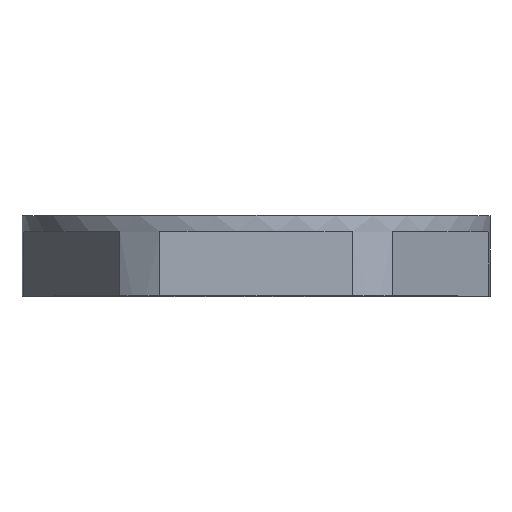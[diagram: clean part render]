
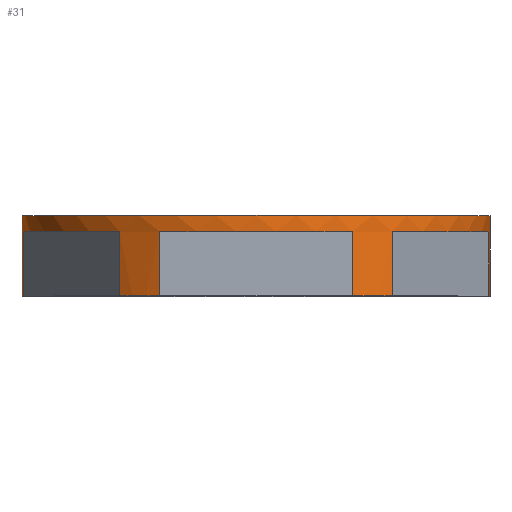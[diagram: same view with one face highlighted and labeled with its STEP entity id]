
A CAD part, top view. The second image highlights one B-rep face of the part: STEP entity #31.
In plain terms, the highlighted cylindrical face has radius 17.5 mm (diameter 35 mm), a partial arc.
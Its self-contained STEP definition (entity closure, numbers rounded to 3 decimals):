
#31 = ADVANCED_FACE ( 'NONE', ( #1559 ), #1578, .T. ) ;
#41 = EDGE_CURVE ( 'NONE', #1008, #990, #575, .T. ) ;
#49 = EDGE_CURVE ( 'NONE', #1011, #1037, #770, .T. ) ;
#52 = EDGE_CURVE ( 'NONE', #1026, #995, #801, .T. ) ;
#56 = EDGE_CURVE ( 'NONE', #1004, #1012, #1729, .T. ) ;
#57 = EDGE_CURVE ( 'NONE', #1012, #1080, #828, .T. ) ;
#58 = EDGE_CURVE ( 'NONE', #1003, #1008, #1765, .T. ) ;
#61 = EDGE_CURVE ( 'NONE', #1027, #1021, #840, .T. ) ;
#63 = EDGE_CURVE ( 'NONE', #1026, #1027, #1762, .T. ) ;
#75 = EDGE_CURVE ( 'NONE', #1011, #1060, #1749, .T. ) ;
#77 = EDGE_CURVE ( 'NONE', #987, #992, #152, .T. ) ;
#80 = EDGE_CURVE ( 'NONE', #995, #1080, #1720, .T. ) ;
#83 = EDGE_CURVE ( 'NONE', #987, #991, #1731, .T. ) ;
#88 = EDGE_CURVE ( 'NONE', #1037, #1021, #1730, .T. ) ;
#91 = EDGE_CURVE ( 'NONE', #1060, #991, #230, .T. ) ;
#94 = EDGE_CURVE ( 'NONE', #1004, #1003, #200, .T. ) ;
#95 = EDGE_CURVE ( 'NONE', #990, #992, #1783, .T. ) ;
#152 = LINE ( 'NONE', #180, #1737 ) ;
#166 = CARTESIAN_POINT ( 'NONE',  ( 0., -16., 0. ) ) ;
#172 = DIRECTION ( 'NONE',  ( 0., -1., 0. ) ) ;
#173 = DIRECTION ( 'NONE',  ( 1., 0., 0. ) ) ;
#180 = CARTESIAN_POINT ( 'NONE',  ( 17.5, 0., 0. ) ) ;
#182 = DIRECTION ( 'NONE',  ( 0., -1., 0. ) ) ;
#183 = DIRECTION ( 'NONE',  ( 0., 1., 0. ) ) ;
#185 = DIRECTION ( 'NONE',  ( 1., 0., 0. ) ) ;
#186 = CARTESIAN_POINT ( 'NONE',  ( 0., -16., 0. ) ) ;
#199 = DIRECTION ( 'NONE',  ( 0., -1., 0. ) ) ;
#200 = LINE ( 'NONE', #207, #1806 ) ;
#202 = DIRECTION ( 'NONE',  ( 0., -1., 0. ) ) ;
#207 = CARTESIAN_POINT ( 'NONE',  ( -17.413, 36.156, 1.739 ) ) ;
#216 = DIRECTION ( 'NONE',  ( 0., -1., 0. ) ) ;
#226 = CARTESIAN_POINT ( 'NONE',  ( 0., -16., 0. ) ) ;
#230 = LINE ( 'NONE', #237, #1744 ) ;
#236 = DIRECTION ( 'NONE',  ( 1., 0., 0. ) ) ;
#237 = CARTESIAN_POINT ( 'NONE',  ( 17.413, 36.156, 1.739 ) ) ;
#247 = DIRECTION ( 'NONE',  ( -1., 0., 0. ) ) ;
#254 = CARTESIAN_POINT ( 'NONE',  ( 0., -10., 0. ) ) ;
#283 = DIRECTION ( 'NONE',  ( 0., 1., 0. ) ) ;
#400 = CARTESIAN_POINT ( 'NONE',  ( 17.5, -16., 0. ) ) ;
#426 = CARTESIAN_POINT ( 'NONE',  ( 17.5, -10., 0. ) ) ;
#434 = CARTESIAN_POINT ( 'NONE',  ( -17.5, -10., 0. ) ) ;
#435 = CARTESIAN_POINT ( 'NONE',  ( 17.413, -16., 1.739 ) ) ;
#439 = CARTESIAN_POINT ( 'NONE',  ( -7.201, -16., 15.95 ) ) ;
#450 = CARTESIAN_POINT ( 'NONE',  ( -7.201, -11.2, 15.95 ) ) ;
#453 = CARTESIAN_POINT ( 'NONE',  ( 10.213, -16., 14.211 ) ) ;
#465 = CARTESIAN_POINT ( 'NONE',  ( -17.413, -16., 1.739 ) ) ;
#468 = CARTESIAN_POINT ( 'NONE',  ( -10.213, -11.2, 14.211 ) ) ;
#474 = CARTESIAN_POINT ( 'NONE',  ( 10.213, -11.2, 14.211 ) ) ;
#475 = CARTESIAN_POINT ( 'NONE',  ( -17.5, -16., 0. ) ) ;
#483 = CARTESIAN_POINT ( 'NONE',  ( 17.413, -11.2, 1.739 ) ) ;
#485 = CARTESIAN_POINT ( 'NONE',  ( -17.413, -11.2, 1.739 ) ) ;
#486 = CARTESIAN_POINT ( 'NONE',  ( 7.201, -16., 15.95 ) ) ;
#489 = CARTESIAN_POINT ( 'NONE',  ( 7.201, -11.2, 15.95 ) ) ;
#497 = CARTESIAN_POINT ( 'NONE',  ( -10.213, -16., 14.211 ) ) ;
#575 = LINE ( 'NONE', #728, #1753 ) ;
#728 = CARTESIAN_POINT ( 'NONE',  ( -17.5, 0., 0. ) ) ;
#733 = DIRECTION ( 'NONE',  ( 0., 1., 0. ) ) ;
#770 = LINE ( 'NONE', #781, #1725 ) ;
#777 = CARTESIAN_POINT ( 'NONE',  ( -7.201, 36.156, 15.95 ) ) ;
#781 = CARTESIAN_POINT ( 'NONE',  ( 10.213, 36.156, 14.211 ) ) ;
#787 = DIRECTION ( 'NONE',  ( 0., -1., 0. ) ) ;
#801 = LINE ( 'NONE', #777, #1724 ) ;
#816 = DIRECTION ( 'NONE',  ( 0., -1., 0. ) ) ;
#820 = CARTESIAN_POINT ( 'NONE',  ( 0., -11.2, 0. ) ) ;
#822 = DIRECTION ( 'NONE',  ( 0., 1., 0. ) ) ;
#828 = LINE ( 'NONE', #832, #1760 ) ;
#832 = CARTESIAN_POINT ( 'NONE',  ( -10.213, 36.156, 14.211 ) ) ;
#840 = LINE ( 'NONE', #855, #1747 ) ;
#846 = CARTESIAN_POINT ( 'NONE',  ( 0., -11.2, 0. ) ) ;
#850 = DIRECTION ( 'NONE',  ( 0., -1., 0. ) ) ;
#853 = DIRECTION ( 'NONE',  ( -1., 0., 0. ) ) ;
#855 = CARTESIAN_POINT ( 'NONE',  ( 7.201, 36.156, 15.95 ) ) ;
#856 = DIRECTION ( 'NONE',  ( 0., 1., 0. ) ) ;
#860 = DIRECTION ( 'NONE',  ( 0., -1., 0. ) ) ;
#861 = DIRECTION ( 'NONE',  ( -1., 0., 0. ) ) ;
#862 = CARTESIAN_POINT ( 'NONE',  ( 0., -16., 0. ) ) ;
#867 = DIRECTION ( 'NONE',  ( 0., -1., 0. ) ) ;
#868 = DIRECTION ( 'NONE',  ( 1., 0., 0. ) ) ;
#987 = VERTEX_POINT ( 'NONE', #400 ) ;
#990 = VERTEX_POINT ( 'NONE', #434 ) ;
#991 = VERTEX_POINT ( 'NONE', #435 ) ;
#992 = VERTEX_POINT ( 'NONE', #426 ) ;
#995 = VERTEX_POINT ( 'NONE', #439 ) ;
#1003 = VERTEX_POINT ( 'NONE', #465 ) ;
#1004 = VERTEX_POINT ( 'NONE', #485 ) ;
#1008 = VERTEX_POINT ( 'NONE', #475 ) ;
#1011 = VERTEX_POINT ( 'NONE', #474 ) ;
#1012 = VERTEX_POINT ( 'NONE', #468 ) ;
#1021 = VERTEX_POINT ( 'NONE', #486 ) ;
#1026 = VERTEX_POINT ( 'NONE', #450 ) ;
#1027 = VERTEX_POINT ( 'NONE', #489 ) ;
#1036 = ORIENTED_EDGE ( 'NONE', *, *, #58, .F. ) ;
#1037 = VERTEX_POINT ( 'NONE', #453 ) ;
#1040 = ORIENTED_EDGE ( 'NONE', *, *, #49, .F. ) ;
#1041 = ORIENTED_EDGE ( 'NONE', *, *, #95, .F. ) ;
#1042 = ORIENTED_EDGE ( 'NONE', *, *, #52, .F. ) ;
#1049 = ORIENTED_EDGE ( 'NONE', *, *, #88, .F. ) ;
#1052 = ORIENTED_EDGE ( 'NONE', *, *, #57, .T. ) ;
#1060 = VERTEX_POINT ( 'NONE', #483 ) ;
#1063 = ORIENTED_EDGE ( 'NONE', *, *, #61, .T. ) ;
#1066 = ORIENTED_EDGE ( 'NONE', *, *, #94, .F. ) ;
#1069 = ORIENTED_EDGE ( 'NONE', *, *, #83, .F. ) ;
#1070 = ORIENTED_EDGE ( 'NONE', *, *, #80, .F. ) ;
#1071 = ORIENTED_EDGE ( 'NONE', *, *, #91, .T. ) ;
#1079 = ORIENTED_EDGE ( 'NONE', *, *, #75, .T. ) ;
#1080 = VERTEX_POINT ( 'NONE', #497 ) ;
#1084 = ORIENTED_EDGE ( 'NONE', *, *, #63, .T. ) ;
#1098 = ORIENTED_EDGE ( 'NONE', *, *, #56, .T. ) ;
#1129 = ORIENTED_EDGE ( 'NONE', *, *, #41, .F. ) ;
#1137 = ORIENTED_EDGE ( 'NONE', *, *, #77, .T. ) ;
#1246 = EDGE_LOOP ( 'NONE', ( #1069, #1137, #1041, #1129, #1036, #1066, #1098, #1052, #1070, #1042, #1084, #1063, #1049, #1040, #1079, #1071 ) ) ;
#1426 = CARTESIAN_POINT ( 'NONE',  ( 0., -11.2, 0. ) ) ;
#1528 = DIRECTION ( 'NONE',  ( 0., 1., 0. ) ) ;
#1559 = FACE_OUTER_BOUND ( 'NONE', #1246, .T. ) ;
#1566 = DIRECTION ( 'NONE',  ( -1., 0., 0. ) ) ;
#1567 = DIRECTION ( 'NONE',  ( 0., 1., 0. ) ) ;
#1570 = DIRECTION ( 'NONE',  ( -1., 0., 0. ) ) ;
#1572 = CARTESIAN_POINT ( 'NONE',  ( 0., 0., 0. ) ) ;
#1578 = CYLINDRICAL_SURFACE ( 'NONE', #1692, 17.5 ) ;
#1692 = AXIS2_PLACEMENT_3D ( 'NONE', #1572, #1567, #1570 ) ;
#1720 = CIRCLE ( 'NONE', #1727, 17.5 ) ;
#1724 = VECTOR ( 'NONE', #816, 1000. ) ;
#1725 = VECTOR ( 'NONE', #787, 1000. ) ;
#1727 = AXIS2_PLACEMENT_3D ( 'NONE', #166, #172, #185 ) ;
#1729 = CIRCLE ( 'NONE', #1746, 17.5 ) ;
#1730 = CIRCLE ( 'NONE', #1742, 17.5 ) ;
#1731 = CIRCLE ( 'NONE', #1756, 17.5 ) ;
#1736 = AXIS2_PLACEMENT_3D ( 'NONE', #1426, #1528, #1566 ) ;
#1737 = VECTOR ( 'NONE', #183, 1000. ) ;
#1738 = AXIS2_PLACEMENT_3D ( 'NONE', #820, #856, #853 ) ;
#1742 = AXIS2_PLACEMENT_3D ( 'NONE', #226, #199, #236 ) ;
#1744 = VECTOR ( 'NONE', #202, 1000. ) ;
#1746 = AXIS2_PLACEMENT_3D ( 'NONE', #846, #822, #861 ) ;
#1747 = VECTOR ( 'NONE', #850, 1000. ) ;
#1749 = CIRCLE ( 'NONE', #1736, 17.5 ) ;
#1750 = AXIS2_PLACEMENT_3D ( 'NONE', #862, #860, #868 ) ;
#1753 = VECTOR ( 'NONE', #733, 1000. ) ;
#1756 = AXIS2_PLACEMENT_3D ( 'NONE', #186, #182, #173 ) ;
#1760 = VECTOR ( 'NONE', #867, 1000. ) ;
#1762 = CIRCLE ( 'NONE', #1738, 17.5 ) ;
#1765 = CIRCLE ( 'NONE', #1750, 17.5 ) ;
#1783 = CIRCLE ( 'NONE', #1796, 17.5 ) ;
#1796 = AXIS2_PLACEMENT_3D ( 'NONE', #254, #283, #247 ) ;
#1806 = VECTOR ( 'NONE', #216, 1000. ) ;
